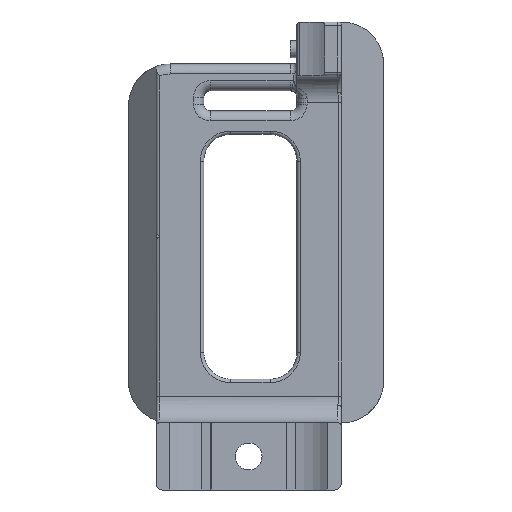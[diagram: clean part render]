
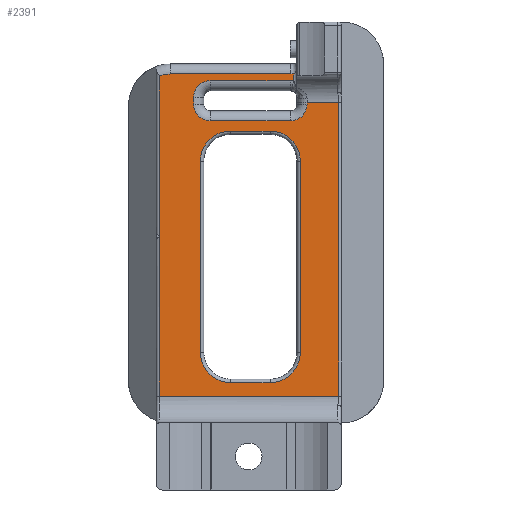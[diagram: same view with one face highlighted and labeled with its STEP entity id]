
A CAD part, left-side view. The second image highlights one B-rep face of the part: STEP entity #2391.
In plain terms, the highlighted planar face has unit normal (-1, 0, 0).
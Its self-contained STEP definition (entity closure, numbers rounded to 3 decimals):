
#67=PLANE('',#2570);
#138=CIRCLE('',#2571,2.5);
#139=CIRCLE('',#2572,2.5);
#140=CIRCLE('',#2573,2.5);
#141=CIRCLE('',#2574,2.5);
#142=CIRCLE('',#2575,4.75);
#143=CIRCLE('',#2576,4.5);
#144=CIRCLE('',#2577,4.5);
#145=CIRCLE('',#2578,4.5);
#146=CIRCLE('',#2579,4.5);
#258=LINE('',#3885,#434);
#262=LINE('',#4194,#438);
#307=LINE('',#4331,#483);
#308=LINE('',#4334,#484);
#309=LINE('',#4338,#485);
#310=LINE('',#4342,#486);
#311=LINE('',#4346,#487);
#312=LINE('',#4351,#488);
#313=LINE('',#4353,#489);
#314=LINE('',#4355,#490);
#315=LINE('',#4357,#491);
#316=LINE('',#4358,#492);
#317=LINE('',#4363,#493);
#318=LINE('',#4367,#494);
#319=LINE('',#4371,#495);
#434=VECTOR('',#2834,1000.);
#438=VECTOR('',#2850,1000.);
#483=VECTOR('',#2937,1000.);
#484=VECTOR('',#2938,1000.);
#485=VECTOR('',#2941,1000.);
#486=VECTOR('',#2944,1000.);
#487=VECTOR('',#2947,1000.);
#488=VECTOR('',#2952,1000.);
#489=VECTOR('',#2953,1000.);
#490=VECTOR('',#2954,1000.);
#491=VECTOR('',#2955,1000.);
#492=VECTOR('',#2956,1000.);
#493=VECTOR('',#2959,1000.);
#494=VECTOR('',#2962,1000.);
#495=VECTOR('',#2965,1000.);
#763=ORIENTED_EDGE('',*,*,#1496,.T.);
#764=ORIENTED_EDGE('',*,*,#1497,.T.);
#765=ORIENTED_EDGE('',*,*,#1498,.T.);
#766=ORIENTED_EDGE('',*,*,#1499,.T.);
#767=ORIENTED_EDGE('',*,*,#1500,.T.);
#768=ORIENTED_EDGE('',*,*,#1501,.T.);
#769=ORIENTED_EDGE('',*,*,#1502,.T.);
#770=ORIENTED_EDGE('',*,*,#1503,.T.);
#771=ORIENTED_EDGE('',*,*,#1504,.T.);
#772=ORIENTED_EDGE('',*,*,#1435,.T.);
#773=ORIENTED_EDGE('',*,*,#1425,.T.);
#774=ORIENTED_EDGE('',*,*,#1421,.T.);
#775=ORIENTED_EDGE('',*,*,#1505,.T.);
#776=ORIENTED_EDGE('',*,*,#1506,.T.);
#777=ORIENTED_EDGE('',*,*,#1507,.T.);
#778=ORIENTED_EDGE('',*,*,#1508,.T.);
#779=ORIENTED_EDGE('',*,*,#1509,.T.);
#780=ORIENTED_EDGE('',*,*,#1510,.T.);
#781=ORIENTED_EDGE('',*,*,#1511,.T.);
#782=ORIENTED_EDGE('',*,*,#1512,.T.);
#783=ORIENTED_EDGE('',*,*,#1513,.T.);
#784=ORIENTED_EDGE('',*,*,#1514,.T.);
#785=ORIENTED_EDGE('',*,*,#1515,.T.);
#786=ORIENTED_EDGE('',*,*,#1516,.T.);
#787=ORIENTED_EDGE('',*,*,#1517,.T.);
#1421=EDGE_CURVE('',#1789,#1791,#258,.F.);
#1425=EDGE_CURVE('',#1795,#1789,#2021,.T.);
#1435=EDGE_CURVE('',#1801,#1795,#262,.T.);
#1496=EDGE_CURVE('',#1858,#1859,#307,.T.);
#1497=EDGE_CURVE('',#1859,#1860,#308,.F.);
#1498=EDGE_CURVE('',#1860,#1861,#138,.F.);
#1499=EDGE_CURVE('',#1861,#1862,#309,.T.);
#1500=EDGE_CURVE('',#1862,#1863,#139,.F.);
#1501=EDGE_CURVE('',#1863,#1864,#310,.T.);
#1502=EDGE_CURVE('',#1864,#1865,#140,.F.);
#1503=EDGE_CURVE('',#1865,#1866,#311,.T.);
#1504=EDGE_CURVE('',#1866,#1801,#141,.F.);
#1505=EDGE_CURVE('',#1791,#1867,#142,.T.);
#1506=EDGE_CURVE('',#1867,#1868,#312,.T.);
#1507=EDGE_CURVE('',#1868,#1869,#313,.T.);
#1508=EDGE_CURVE('',#1869,#1870,#314,.F.);
#1509=EDGE_CURVE('',#1870,#1858,#315,.T.);
#1510=EDGE_CURVE('',#1871,#1872,#316,.T.);
#1511=EDGE_CURVE('',#1872,#1873,#143,.F.);
#1512=EDGE_CURVE('',#1873,#1874,#317,.T.);
#1513=EDGE_CURVE('',#1874,#1875,#144,.F.);
#1514=EDGE_CURVE('',#1875,#1876,#318,.T.);
#1515=EDGE_CURVE('',#1876,#1877,#145,.F.);
#1516=EDGE_CURVE('',#1877,#1878,#319,.T.);
#1517=EDGE_CURVE('',#1878,#1871,#146,.F.);
#1789=VERTEX_POINT('',#3880);
#1791=VERTEX_POINT('',#3884);
#1795=VERTEX_POINT('',#4170);
#1801=VERTEX_POINT('',#4195);
#1858=VERTEX_POINT('',#4332);
#1859=VERTEX_POINT('',#4333);
#1860=VERTEX_POINT('',#4335);
#1861=VERTEX_POINT('',#4337);
#1862=VERTEX_POINT('',#4339);
#1863=VERTEX_POINT('',#4341);
#1864=VERTEX_POINT('',#4343);
#1865=VERTEX_POINT('',#4345);
#1866=VERTEX_POINT('',#4347);
#1867=VERTEX_POINT('',#4350);
#1868=VERTEX_POINT('',#4352);
#1869=VERTEX_POINT('',#4354);
#1870=VERTEX_POINT('',#4356);
#1871=VERTEX_POINT('',#4359);
#1872=VERTEX_POINT('',#4360);
#1873=VERTEX_POINT('',#4362);
#1874=VERTEX_POINT('',#4364);
#1875=VERTEX_POINT('',#4366);
#1876=VERTEX_POINT('',#4368);
#1877=VERTEX_POINT('',#4370);
#1878=VERTEX_POINT('',#4372);
#2021=B_SPLINE_CURVE_WITH_KNOTS('',3,(#4166,#4167,#4168,#4169),
 .UNSPECIFIED.,.F.,.F.,(4,4),(0.,1.),.UNSPECIFIED.);
#2069=EDGE_LOOP('',(#763,#764,#765,#766,#767,#768,#769,#770,#771,#772,#773,
#774,#775,#776,#777,#778,#779));
#2070=EDGE_LOOP('',(#780,#781,#782,#783,#784,#785,#786,#787));
#2230=FACE_BOUND('',#2069,.T.);
#2231=FACE_BOUND('',#2070,.T.);
#2391=ADVANCED_FACE('',(#2230,#2231),#67,.T.);
#2570=AXIS2_PLACEMENT_3D('',#4330,#2935,#2936);
#2571=AXIS2_PLACEMENT_3D('',#4336,#2939,#2940);
#2572=AXIS2_PLACEMENT_3D('',#4340,#2942,#2943);
#2573=AXIS2_PLACEMENT_3D('',#4344,#2945,#2946);
#2574=AXIS2_PLACEMENT_3D('',#4348,#2948,#2949);
#2575=AXIS2_PLACEMENT_3D('',#4349,#2950,#2951);
#2576=AXIS2_PLACEMENT_3D('',#4361,#2957,#2958);
#2577=AXIS2_PLACEMENT_3D('',#4365,#2960,#2961);
#2578=AXIS2_PLACEMENT_3D('',#4369,#2963,#2964);
#2579=AXIS2_PLACEMENT_3D('',#4373,#2966,#2967);
#2834=DIRECTION('',(0.,-1.,0.));
#2850=DIRECTION('',(0.,0.,1.));
#2935=DIRECTION('',(-1.,0.,0.));
#2936=DIRECTION('',(0.,-1.,0.));
#2937=DIRECTION('',(0.,1.,0.));
#2938=DIRECTION('',(0.,0.,1.));
#2939=DIRECTION('',(-1.,0.,0.));
#2940=DIRECTION('',(0.,-1.,0.));
#2941=DIRECTION('',(0.,1.,0.));
#2942=DIRECTION('',(-1.,0.,0.));
#2943=DIRECTION('',(0.,-1.,0.));
#2944=DIRECTION('',(0.,0.,1.));
#2945=DIRECTION('',(-1.,0.,0.));
#2946=DIRECTION('',(0.,-1.,0.));
#2947=DIRECTION('',(0.,-1.,0.));
#2948=DIRECTION('',(-1.,0.,0.));
#2949=DIRECTION('',(0.,-1.,0.));
#2950=DIRECTION('',(-1.,0.,0.));
#2951=DIRECTION('',(0.,-1.,0.));
#2952=DIRECTION('',(0.,0.,-1.));
#2953=DIRECTION('',(0.,0.,-1.));
#2954=DIRECTION('',(0.,1.,0.));
#2955=DIRECTION('',(0.,0.,1.));
#2956=DIRECTION('',(0.,1.,0.));
#2957=DIRECTION('',(-1.,0.,0.));
#2958=DIRECTION('',(0.,-1.,0.));
#2959=DIRECTION('',(0.,0.,1.));
#2960=DIRECTION('',(-1.,0.,0.));
#2961=DIRECTION('',(0.,-1.,0.));
#2962=DIRECTION('',(0.,-1.,0.));
#2963=DIRECTION('',(-1.,0.,0.));
#2964=DIRECTION('',(0.,-1.,0.));
#2965=DIRECTION('',(0.,0.,-1.));
#2966=DIRECTION('',(-1.,0.,0.));
#2967=DIRECTION('',(0.,-1.,0.));
#3880=CARTESIAN_POINT('',(118.35,-6.263,52.));
#3884=CARTESIAN_POINT('',(118.35,11.657,52.));
#3885=CARTESIAN_POINT('',(118.35,11.474,52.));
#4166=CARTESIAN_POINT('',(118.35,-6.695,52.));
#4167=CARTESIAN_POINT('',(118.35,-6.551,52.));
#4168=CARTESIAN_POINT('',(118.35,-6.407,52.));
#4169=CARTESIAN_POINT('',(118.35,-6.263,52.));
#4170=CARTESIAN_POINT('',(118.35,-6.695,52.));
#4194=CARTESIAN_POINT('',(118.35,-6.695,53.5));
#4195=CARTESIAN_POINT('',(118.35,-6.695,50.949));
#4330=CARTESIAN_POINT('',(118.35,-13.195,53.5));
#4331=CARTESIAN_POINT('',(118.35,-7.195,47.75));
#4332=CARTESIAN_POINT('',(118.35,-13.394,47.75));
#4333=CARTESIAN_POINT('',(118.35,-8.695,47.75));
#4334=CARTESIAN_POINT('',(118.35,-8.695,53.5));
#4335=CARTESIAN_POINT('',(118.35,-8.695,47.5));
#4336=CARTESIAN_POINT('',(118.35,-6.195,47.5));
#4337=CARTESIAN_POINT('',(118.35,-6.195,45.));
#4338=CARTESIAN_POINT('',(118.35,-13.195,45.));
#4339=CARTESIAN_POINT('',(118.35,5.695,45.));
#4340=CARTESIAN_POINT('',(118.35,5.695,47.5));
#4341=CARTESIAN_POINT('',(118.35,8.195,47.5));
#4342=CARTESIAN_POINT('',(118.35,8.195,53.5));
#4343=CARTESIAN_POINT('',(118.35,8.195,48.5));
#4344=CARTESIAN_POINT('',(118.35,5.695,48.5));
#4345=CARTESIAN_POINT('',(118.35,5.695,51.));
#4346=CARTESIAN_POINT('',(118.35,-13.195,51.));
#4347=CARTESIAN_POINT('',(118.35,-6.195,51.));
#4348=CARTESIAN_POINT('',(118.35,-6.195,48.5));
#4349=CARTESIAN_POINT('',(118.35,11.657,47.25));
#4350=CARTESIAN_POINT('',(118.35,13.298,51.708));
#4351=CARTESIAN_POINT('',(118.35,13.298,53.5));
#4352=CARTESIAN_POINT('',(118.35,13.298,27.8));
#4353=CARTESIAN_POINT('',(118.35,13.298,53.5));
#4354=CARTESIAN_POINT('',(118.35,13.298,4.));
#4355=CARTESIAN_POINT('',(118.35,-13.798,4.));
#4356=CARTESIAN_POINT('',(118.35,-13.394,4.));
#4357=CARTESIAN_POINT('',(118.35,-13.394,4.));
#4358=CARTESIAN_POINT('',(118.35,-13.195,6.));
#4359=CARTESIAN_POINT('',(118.35,-3.195,6.));
#4360=CARTESIAN_POINT('',(118.35,2.695,6.));
#4361=CARTESIAN_POINT('',(118.35,2.695,10.5));
#4362=CARTESIAN_POINT('',(118.35,7.195,10.5));
#4363=CARTESIAN_POINT('',(118.35,7.195,53.5));
#4364=CARTESIAN_POINT('',(118.35,7.195,39.));
#4365=CARTESIAN_POINT('',(118.35,2.695,39.));
#4366=CARTESIAN_POINT('',(118.35,2.695,43.5));
#4367=CARTESIAN_POINT('',(118.35,-13.195,43.5));
#4368=CARTESIAN_POINT('',(118.35,-3.195,43.5));
#4369=CARTESIAN_POINT('',(118.35,-3.195,39.));
#4370=CARTESIAN_POINT('',(118.35,-7.695,39.));
#4371=CARTESIAN_POINT('',(118.35,-7.695,53.5));
#4372=CARTESIAN_POINT('',(118.35,-7.695,10.5));
#4373=CARTESIAN_POINT('',(118.35,-3.195,10.5));
